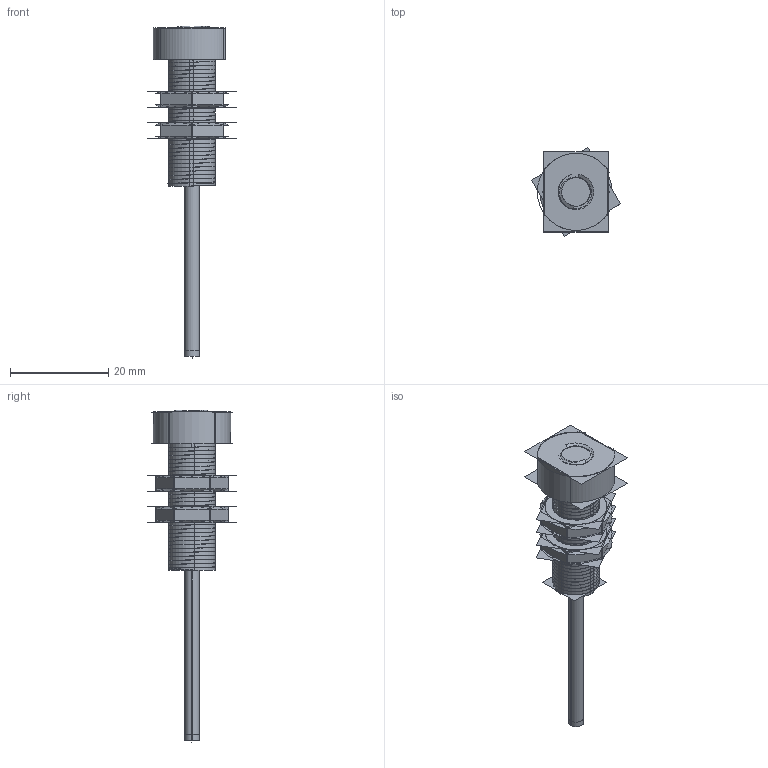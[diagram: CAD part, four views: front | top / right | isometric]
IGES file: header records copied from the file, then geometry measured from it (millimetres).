
Start section:  PTC IGES file: 161934.igs
Global section: file name: 161934.igs; native system: Creo Parametric by PTC Inc.; preprocessor: 2016260; author: pdmadmin; organization: Unknown; date: 20170419.143620; units: inch
Bounding box: 18.04 x 18.04 x 67.75 mm (x, y, z)
Volume: 3129.4 mm3; surface area: 53447.2 mm2
Topology: 6 solids, 6 shells, 470 faces, 2484 edges, 3211 vertices
Faces by surface type: revolution 364, bspline 106
